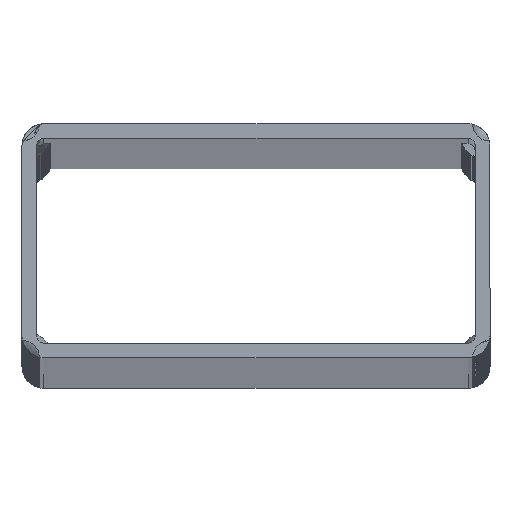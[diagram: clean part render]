
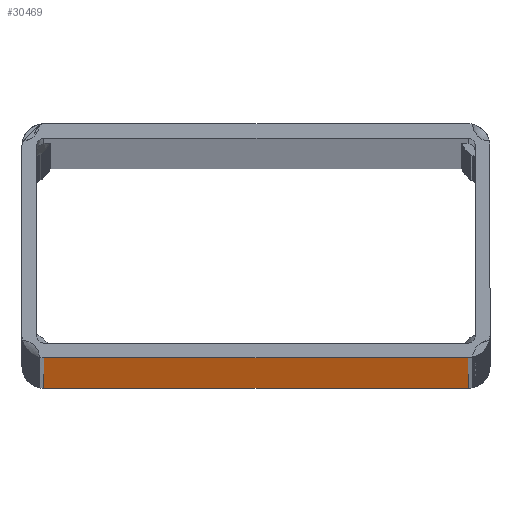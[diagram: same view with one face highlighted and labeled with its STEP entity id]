
A CAD part, top view. The second image highlights one B-rep face of the part: STEP entity #30469.
In plain terms, the highlighted planar face has unit normal (0, -1, 0).
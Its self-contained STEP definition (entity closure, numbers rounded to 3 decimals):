
#2521 = DIRECTION ( 'NONE',  ( 0., 0., 1. ) ) ;
#6010 = ORIENTED_EDGE ( 'NONE', *, *, #77155, .T. ) ;
#8910 = ORIENTED_EDGE ( 'NONE', *, *, #118212, .T. ) ;
#13977 = CARTESIAN_POINT ( 'NONE',  ( -36.25, -20., -3000. ) ) ;
#16507 = CARTESIAN_POINT ( 'NONE',  ( 36.25, -20., 0. ) ) ;
#19751 = VECTOR ( 'NONE', #94411, 1000. ) ;
#21109 = VERTEX_POINT ( 'NONE', #16507 ) ;
#23194 = LINE ( 'NONE', #118693, #97940 ) ;
#30469 = ADVANCED_FACE ( 'NONE', ( #91747 ), #69632, .T. ) ;
#34648 = VECTOR ( 'NONE', #101367, 1000. ) ;
#37039 = EDGE_LOOP ( 'NONE', ( #74892, #92747, #8910, #6010 ) ) ;
#37602 = VECTOR ( 'NONE', #2521, 1000. ) ;
#41070 = CARTESIAN_POINT ( 'NONE',  ( -40., -20., -3000. ) ) ;
#49620 = DIRECTION ( 'NONE',  ( 0., -1., 0. ) ) ;
#60632 = DIRECTION ( 'NONE',  ( 1., 0., 0. ) ) ;
#60831 = CARTESIAN_POINT ( 'NONE',  ( 36.25, -20., -3000. ) ) ;
#69629 = LINE ( 'NONE', #60831, #37602 ) ;
#69632 = PLANE ( 'NONE',  #79470 ) ;
#74892 = ORIENTED_EDGE ( 'NONE', *, *, #118991, .F. ) ;
#75329 = EDGE_CURVE ( 'NONE', #101478, #123474, #110889, .T. ) ;
#77155 = EDGE_CURVE ( 'NONE', #102508, #21109, #69629, .T. ) ;
#79470 = AXIS2_PLACEMENT_3D ( 'NONE', #41070, #49620, #118265 ) ;
#80352 = CARTESIAN_POINT ( 'NONE',  ( 36.25, -20., -3000. ) ) ;
#86254 = CARTESIAN_POINT ( 'NONE',  ( -36.25, -20., 0. ) ) ;
#91747 = FACE_OUTER_BOUND ( 'NONE', #37039, .T. ) ;
#92747 = ORIENTED_EDGE ( 'NONE', *, *, #75329, .T. ) ;
#94411 = DIRECTION ( 'NONE',  ( 1., 0., 0. ) ) ;
#97940 = VECTOR ( 'NONE', #60632, 1000. ) ;
#100288 = CARTESIAN_POINT ( 'NONE',  ( -36.25, -20., -3000. ) ) ;
#100583 = LINE ( 'NONE', #114866, #19751 ) ;
#101367 = DIRECTION ( 'NONE',  ( 0., 0., -1. ) ) ;
#101478 = VERTEX_POINT ( 'NONE', #86254 ) ;
#102508 = VERTEX_POINT ( 'NONE', #80352 ) ;
#110889 = LINE ( 'NONE', #13977, #34648 ) ;
#114866 = CARTESIAN_POINT ( 'NONE',  ( -40., -20., 0. ) ) ;
#118212 = EDGE_CURVE ( 'NONE', #123474, #102508, #23194, .T. ) ;
#118265 = DIRECTION ( 'NONE',  ( 0., 0., -1. ) ) ;
#118693 = CARTESIAN_POINT ( 'NONE',  ( -40., -20., -3000. ) ) ;
#118991 = EDGE_CURVE ( 'NONE', #101478, #21109, #100583, .T. ) ;
#123474 = VERTEX_POINT ( 'NONE', #100288 ) ;
